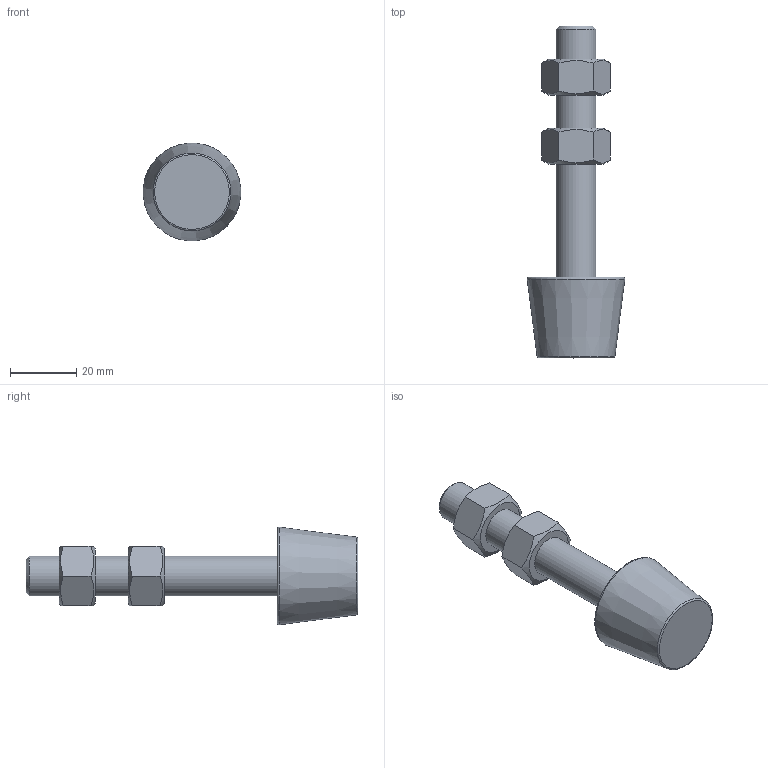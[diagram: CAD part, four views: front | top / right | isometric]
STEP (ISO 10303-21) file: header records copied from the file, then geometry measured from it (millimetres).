
FILE_DESCRIPTION(/* description */ (''),/* implementation_level */ '2;1');
FILE_NAME(/* name */ 'NM12100.stp',/* time_stamp */ '2021-11-04T12:12:25+00:00',/* author */ ('Sandfield Engineering'),/* organization */ ('Sandfield Engineering'),/* preprocessor_version */ 'ST-DEVELOPER v18.1',/* originating_system */ 'Autodesk Inventor 2021',/* authorisation */ '');
FILE_SCHEMA (('AUTOMOTIVE_DESIGN { 1 0 10303 214 3 1 1 }'));
Length unit declared in the file: millimetre
Products named in the file (6): NM12100; NM12; NEOPRENE ROUNDED TIP INSERT M12; NEOPRENE CAP TO SUIT M12 INSERT; NM12100 THREADED BAR; ISO 4032 - M12
Assembly tree (6 placements, depth 3):
  NM12100
    NM12
      NEOPRENE ROUNDED TIP INSERT M12
      NEOPRENE CAP TO SUIT M12 INSERT
    NM12100 THREADED BAR
    ISO 4032 - M12  x2
Bounding box: 29.43 x 100 x 29.43 mm (x, y, z)
Volume: 26492.9 mm3; surface area: 12176.6 mm2
Topology: 5 solids, 5 shells, 50 faces, 116 edges, 79 vertices
Faces by surface type: plane 25, cone 15, cylinder 8, torus 2
Full cylindrical faces by diameter (mm): 10.106 x3, 12 x1, 15 x1, 16.5 x3
Entity records: 1293 total; most frequent: DIRECTION 216, CARTESIAN_POINT 214, ORIENTED_EDGE 166, AXIS2_PLACEMENT_3D 96, EDGE_CURVE 83, VERTEX_POINT 58, CIRCLE 47, EDGE_LOOP 43
